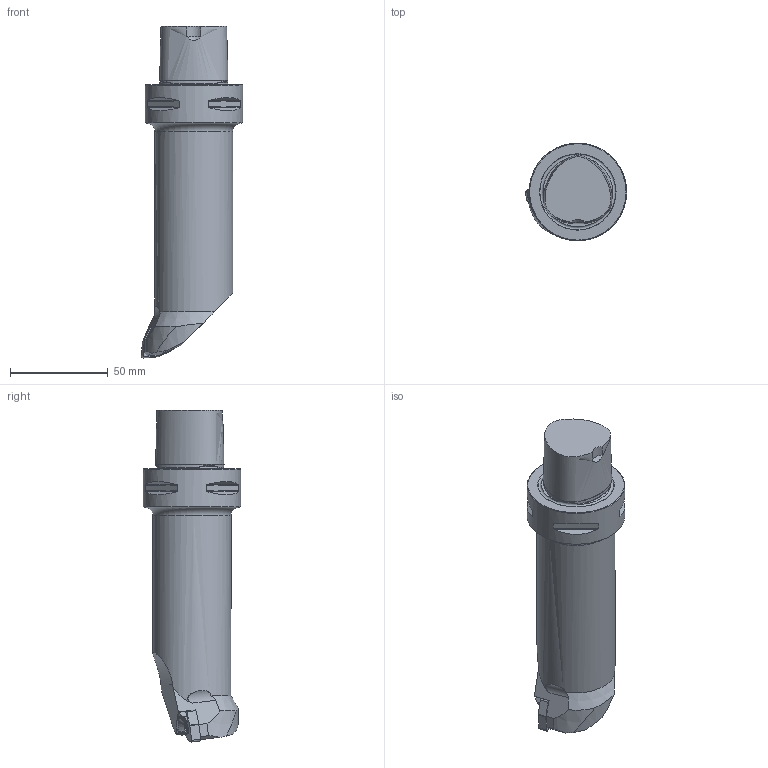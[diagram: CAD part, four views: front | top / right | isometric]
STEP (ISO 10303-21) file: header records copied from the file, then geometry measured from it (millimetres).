
FILE_DESCRIPTION(/* description */ (''),/* implementation_level */ '2;1');
FILE_NAME(/* name */ '1559888271701.stp',/* time_stamp */ '2019-06-07T11:48:04+05:00',/* author */ (''),/* organization */ ('SMS'),/* preprocessor_version */ 'ST-DEVELOPER v15',/* originating_system */ 'SIEMENS PLM Software NX 8.5',/* authorisation */ '');
FILE_SCHEMA (('AUTOMOTIVE_DESIGN { 1 0 10303 214 3 1 1 1 }'));
Length unit declared in the file: millimetre
Products named in the file (4): ASSEMBLY_CONSTRUCTION; IsoTurningInsert; 201768199mod000_00; 201768197mod000_00
Assembly tree (3 placements, depth 2):
  201768197mod000_00
    201768199mod000_00
    IsoTurningInsert
    ASSEMBLY_CONSTRUCTION
Bounding box: 51.87 x 49.99 x 170 mm (x, y, z)
Volume: 196853.6 mm3; surface area: 25408.2 mm2
Topology: 2 solids, 4 shells, 111 faces, 290 edges, 198 vertices
Faces by surface type: plane 58, cylinder 33, cone 12, bspline 6, torus 2
Full cylindrical faces by diameter (mm): 5.156 x2, 6.1 x1, 40 x1, 50 x1
Entity records: 20210 total; most frequent: CARTESIAN_POINT 17480, ORIENTED_EDGE 532, DIRECTION 516, EDGE_CURVE 266, AXIS2_PLACEMENT_3D 194, VERTEX_POINT 184, EDGE_LOOP 133, LINE 128
